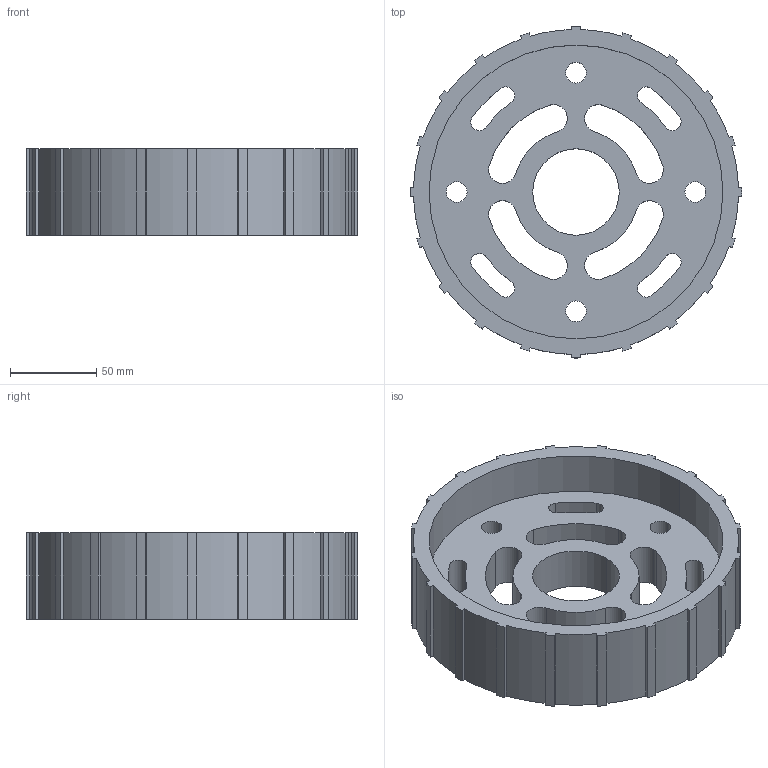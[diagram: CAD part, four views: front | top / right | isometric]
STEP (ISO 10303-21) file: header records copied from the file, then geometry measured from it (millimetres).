
FILE_DESCRIPTION (( 'STEP AP203' ), '1' );
FILE_NAME ('rotor2.STEP', '2018-03-23T11:22:50', ( '' ), ( '' ), 'SwSTEP 2.0', 'SolidWorks 2017', '' );
FILE_SCHEMA (( 'CONFIG_CONTROL_DESIGN' ));
Length unit declared in the file: millimetre
Products named in the file (1): rotor2
Bounding box: 192 x 191.99 x 50 mm (x, y, z)
Volume: 651590.4 mm3; surface area: 117474.7 mm2
Topology: 1 solids, 1 shells, 136 faces, 399 edges, 266 vertices
Faces by surface type: cylinder 93, plane 43
Entity records: 4738 total; most frequent: DIRECTION 859, CARTESIAN_POINT 802, ORIENTED_EDGE 798, EDGE_CURVE 399, AXIS2_PLACEMENT_3D 323, VERTEX_POINT 266, LINE 213, VECTOR 213
